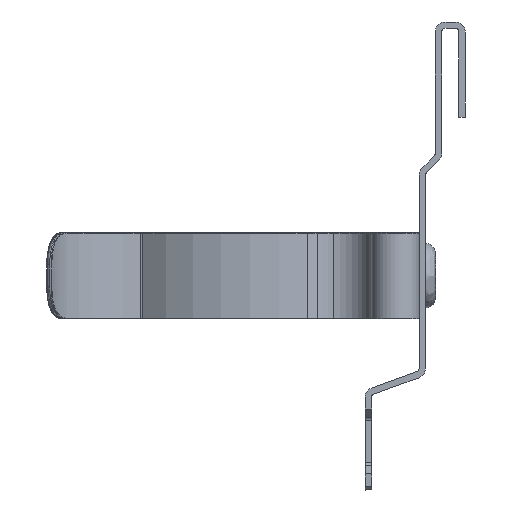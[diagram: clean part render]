
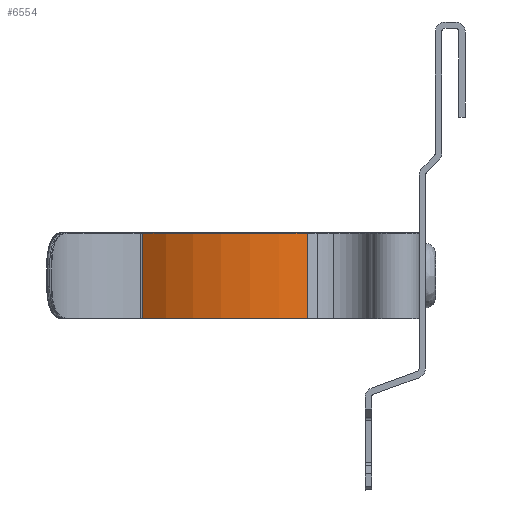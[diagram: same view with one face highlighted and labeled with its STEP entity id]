
A CAD part, left-side view. The second image highlights one B-rep face of the part: STEP entity #6554.
In plain terms, the highlighted cylindrical face has radius 15.5 mm (diameter 31 mm), a partial arc.
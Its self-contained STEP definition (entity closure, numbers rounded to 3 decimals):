
#576 = EDGE_CURVE ( 'NONE', #11825, #18368, #16797, .T. ) ;
#1134 = CARTESIAN_POINT ( 'NONE',  ( -2.084, 10.932, -7.95 ) ) ;
#1174 = VECTOR ( 'NONE', #3422, 1000. ) ;
#1348 = DIRECTION ( 'NONE',  ( 1., 0., 0. ) ) ;
#1954 = ORIENTED_EDGE ( 'NONE', *, *, #6186, .F. ) ;
#3407 = DIRECTION ( 'NONE',  ( 1., 0., 0. ) ) ;
#3422 = DIRECTION ( 'NONE',  ( 0., 0., 1. ) ) ;
#3427 = DIRECTION ( 'NONE',  ( 0., 0., -1. ) ) ;
#5216 = AXIS2_PLACEMENT_3D ( 'NONE', #7334, #9719, #1348 ) ;
#5262 = CARTESIAN_POINT ( 'NONE',  ( -2.084, 10.932, -8. ) ) ;
#6186 = EDGE_CURVE ( 'NONE', #9802, #18063, #14884, .T. ) ;
#6554 = ADVANCED_FACE ( 'NONE', ( #7369 ), #7243, .T. ) ;
#6823 = CARTESIAN_POINT ( 'NONE',  ( 9.576, 0.719, -0.05 ) ) ;
#7243 = CYLINDRICAL_SURFACE ( 'NONE', #5216, 15.5 ) ;
#7295 = CARTESIAN_POINT ( 'NONE',  ( -5.091, -4.297, -7.95 ) ) ;
#7334 = CARTESIAN_POINT ( 'NONE',  ( 9.576, 0.719, -8. ) ) ;
#7369 = FACE_OUTER_BOUND ( 'NONE', #19118, .T. ) ;
#8113 = EDGE_CURVE ( 'NONE', #9802, #18368, #14206, .T. ) ;
#8333 = AXIS2_PLACEMENT_3D ( 'NONE', #15270, #3427, #12420 ) ;
#8351 = AXIS2_PLACEMENT_3D ( 'NONE', #6823, #11335, #3407 ) ;
#9719 = DIRECTION ( 'NONE',  ( 0., 0., 1. ) ) ;
#9802 = VERTEX_POINT ( 'NONE', #7295 ) ;
#10109 = ORIENTED_EDGE ( 'NONE', *, *, #16107, .T. ) ;
#11221 = DIRECTION ( 'NONE',  ( 0., 0., -1. ) ) ;
#11335 = DIRECTION ( 'NONE',  ( 0., 0., 1. ) ) ;
#11791 = VECTOR ( 'NONE', #11221, 1000. ) ;
#11825 = VERTEX_POINT ( 'NONE', #19049 ) ;
#12420 = DIRECTION ( 'NONE',  ( 1., 0., 0. ) ) ;
#13158 = LINE ( 'NONE', #5262, #11791 ) ;
#14206 = LINE ( 'NONE', #16831, #1174 ) ;
#14884 = CIRCLE ( 'NONE', #8333, 15.5 ) ;
#15270 = CARTESIAN_POINT ( 'NONE',  ( 9.576, 0.719, -7.95 ) ) ;
#16107 = EDGE_CURVE ( 'NONE', #11825, #18063, #13158, .T. ) ;
#16688 = ORIENTED_EDGE ( 'NONE', *, *, #8113, .T. ) ;
#16797 = CIRCLE ( 'NONE', #8351, 15.5 ) ;
#16831 = CARTESIAN_POINT ( 'NONE',  ( -5.091, -4.297, -8. ) ) ;
#18063 = VERTEX_POINT ( 'NONE', #1134 ) ;
#18305 = CARTESIAN_POINT ( 'NONE',  ( -5.091, -4.297, -0.05 ) ) ;
#18368 = VERTEX_POINT ( 'NONE', #18305 ) ;
#18447 = ORIENTED_EDGE ( 'NONE', *, *, #576, .F. ) ;
#19049 = CARTESIAN_POINT ( 'NONE',  ( -2.084, 10.932, -0.05 ) ) ;
#19118 = EDGE_LOOP ( 'NONE', ( #16688, #18447, #10109, #1954 ) ) ;
